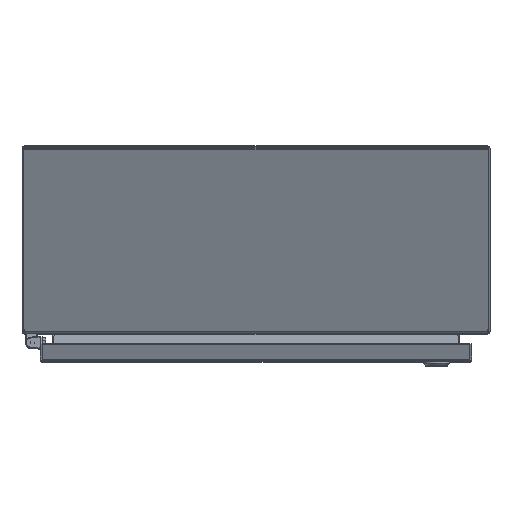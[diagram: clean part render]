
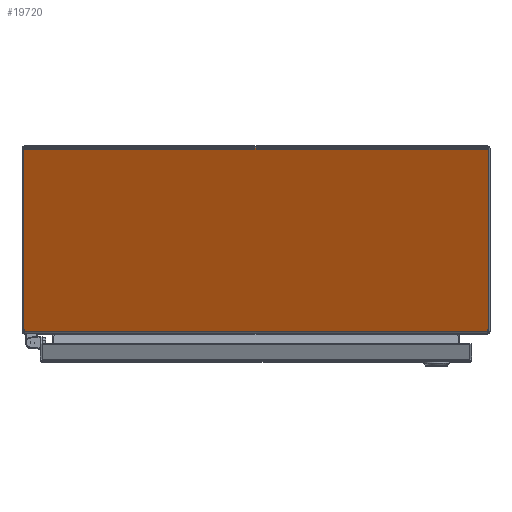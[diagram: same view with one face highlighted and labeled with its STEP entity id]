
A CAD part, top view. The second image highlights one B-rep face of the part: STEP entity #19720.
In plain terms, the highlighted planar face has unit normal (0, -0.423, 0.906).
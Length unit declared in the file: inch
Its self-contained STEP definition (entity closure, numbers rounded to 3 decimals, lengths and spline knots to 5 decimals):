
#67 = DIRECTION ( 'NONE',  ( 0.221, -0.884, -0.412 ) ) ;
#576 = CARTESIAN_POINT ( 'NONE',  ( 9.928, -0.101, 11.862 ) ) ;
#963 = AXIS2_PLACEMENT_3D ( 'NONE', #33006, #19271, #16540 ) ;
#2040 = VECTOR ( 'NONE', #2227, 39.37008 ) ;
#2227 = DIRECTION ( 'NONE',  ( 0., -0.906, -0.423 ) ) ;
#2366 = VERTEX_POINT ( 'NONE', #29841 ) ;
#2790 = VERTEX_POINT ( 'NONE', #15710 ) ;
#3089 = LINE ( 'NONE', #6217, #4880 ) ;
#3128 = CARTESIAN_POINT ( 'NONE',  ( -9.928, -0.101, 11.862 ) ) ;
#3565 = DIRECTION ( 'NONE',  ( 1., 0., 0. ) ) ;
#4341 = VECTOR ( 'NONE', #67, 39.37008 ) ;
#4880 = VECTOR ( 'NONE', #25259, 39.37008 ) ;
#5051 = ORIENTED_EDGE ( 'NONE', *, *, #30895, .T. ) ;
#6089 = EDGE_CURVE ( 'NONE', #12287, #14379, #3089, .T. ) ;
#6217 = CARTESIAN_POINT ( 'NONE',  ( 9.89008, -7.93764, 8.20772 ) ) ;
#6744 = CARTESIAN_POINT ( 'NONE',  ( -9.89008, -7.93764, 8.20772 ) ) ;
#7004 = VECTOR ( 'NONE', #8444, 39.37008 ) ;
#8131 = CARTESIAN_POINT ( 'NONE',  ( 9.928, -7.78568, 8.27858 ) ) ;
#8444 = DIRECTION ( 'NONE',  ( -1., 0., 0. ) ) ;
#8466 = PLANE ( 'NONE',  #963 ) ;
#8801 = CARTESIAN_POINT ( 'NONE',  ( -9.928, -7.78568, 8.27858 ) ) ;
#9189 = LINE ( 'NONE', #576, #21001 ) ;
#9255 = LINE ( 'NONE', #12189, #25272 ) ;
#11281 = EDGE_LOOP ( 'NONE', ( #22995, #12541, #5051, #35214, #28902, #14142 ) ) ;
#11291 = CARTESIAN_POINT ( 'NONE',  ( 9.89008, -7.93764, 8.20772 ) ) ;
#12189 = CARTESIAN_POINT ( 'NONE',  ( -9.928, -7.93764, 8.20772 ) ) ;
#12287 = VERTEX_POINT ( 'NONE', #11291 ) ;
#12541 = ORIENTED_EDGE ( 'NONE', *, *, #33442, .T. ) ;
#13864 = EDGE_CURVE ( 'NONE', #2790, #2366, #33534, .T. ) ;
#14142 = ORIENTED_EDGE ( 'NONE', *, *, #13864, .T. ) ;
#14180 = VERTEX_POINT ( 'NONE', #6744 ) ;
#14379 = VERTEX_POINT ( 'NONE', #8131 ) ;
#15710 = CARTESIAN_POINT ( 'NONE',  ( 9.928, -0.101, 11.862 ) ) ;
#15828 = CARTESIAN_POINT ( 'NONE',  ( -9.928, -0.101, 11.862 ) ) ;
#16540 = DIRECTION ( 'NONE',  ( 0., -0.906, -0.423 ) ) ;
#19271 = DIRECTION ( 'NONE',  ( 0., -0.423, 0.906 ) ) ;
#19720 = ADVANCED_FACE ( 'NONE', ( #33365 ), #8466, .T. ) ;
#21001 = VECTOR ( 'NONE', #28963, 39.37008 ) ;
#21302 = EDGE_CURVE ( 'NONE', #2366, #23918, #30094, .T. ) ;
#22995 = ORIENTED_EDGE ( 'NONE', *, *, #21302, .T. ) ;
#23918 = VERTEX_POINT ( 'NONE', #8801 ) ;
#24981 = LINE ( 'NONE', #27911, #4341 ) ;
#25259 = DIRECTION ( 'NONE',  ( 0.221, 0.884, 0.412 ) ) ;
#25272 = VECTOR ( 'NONE', #3565, 39.37008 ) ;
#27911 = CARTESIAN_POINT ( 'NONE',  ( -9.928, -7.78568, 8.27858 ) ) ;
#28902 = ORIENTED_EDGE ( 'NONE', *, *, #35319, .T. ) ;
#28963 = DIRECTION ( 'NONE',  ( 0., 0.906, 0.423 ) ) ;
#29841 = CARTESIAN_POINT ( 'NONE',  ( -9.928, -0.101, 11.862 ) ) ;
#30094 = LINE ( 'NONE', #15828, #2040 ) ;
#30895 = EDGE_CURVE ( 'NONE', #14180, #12287, #9255, .T. ) ;
#33006 = CARTESIAN_POINT ( 'NONE',  ( -9.928, -0.101, 11.862 ) ) ;
#33365 = FACE_OUTER_BOUND ( 'NONE', #11281, .T. ) ;
#33442 = EDGE_CURVE ( 'NONE', #23918, #14180, #24981, .T. ) ;
#33534 = LINE ( 'NONE', #3128, #7004 ) ;
#35214 = ORIENTED_EDGE ( 'NONE', *, *, #6089, .T. ) ;
#35319 = EDGE_CURVE ( 'NONE', #14379, #2790, #9189, .T. ) ;
